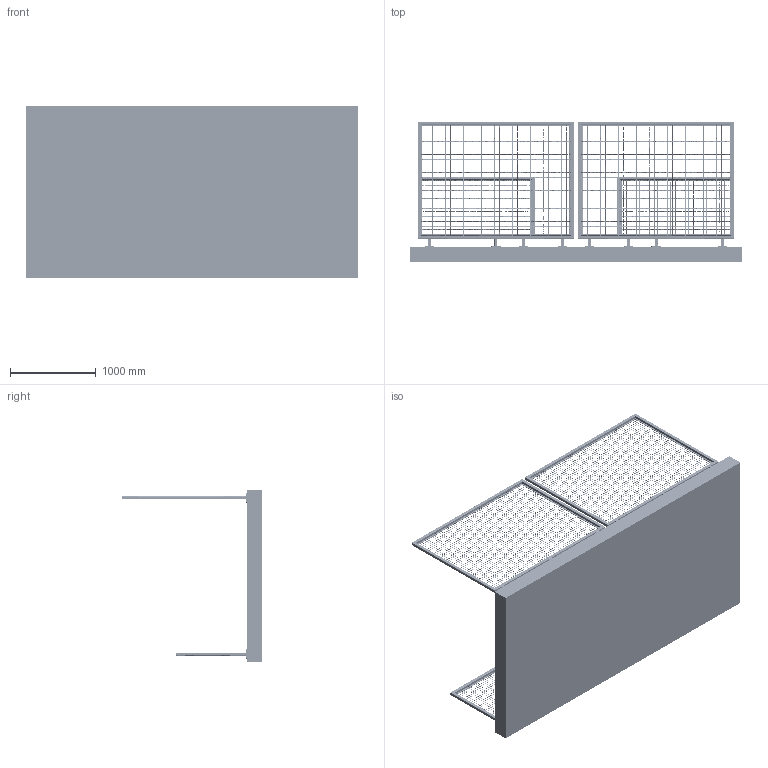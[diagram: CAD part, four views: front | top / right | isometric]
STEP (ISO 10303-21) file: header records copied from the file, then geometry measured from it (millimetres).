
FILE_DESCRIPTION(('FreeCAD Model'),'2;1');
FILE_NAME('Open CASCADE Shape Model','2025-05-01T21:32:11',('FreeCAD'),( 'FreeCAD'),'Open CASCADE STEP processor 7.6','FreeCAD','Unknown');
FILE_SCHEMA(('AUTOMOTIVE_DESIGN { 1 0 10303 214 1 1 1 1 }'));
Products named in the file (1): Open CASCADE STEP translator 7.6 1
Bounding box: 3860.64 x 1635.1 x 1998.45 mm (x, y, z)
Volume: 1411541344.3 mm3; surface area: 28868596.1 mm2
Topology: 385 solids, 385 shells, 1898 faces, 3408 edges, 2280 vertices
Faces by surface type: bspline 1898
Entity records: 49798 total; most frequent: CARTESIAN_POINT 27449, ORIENTED_EDGE 6816, EDGE_CURVE 3408, VERTEX_POINT 2280, FACE_BOUND 2062, EDGE_LOOP 2062, ADVANCED_FACE 1898, B_SPLINE_CURVE_WITH_KNOTS 1888
